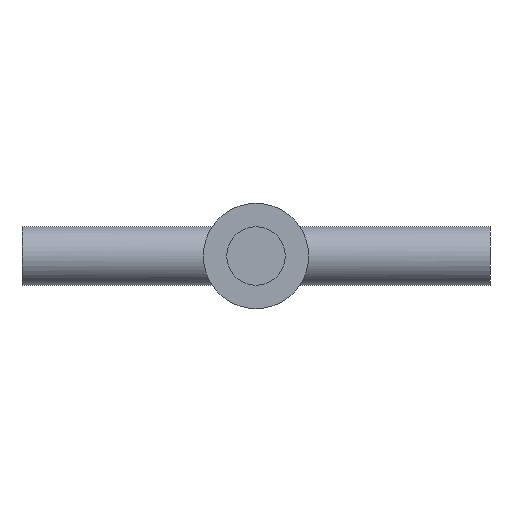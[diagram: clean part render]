
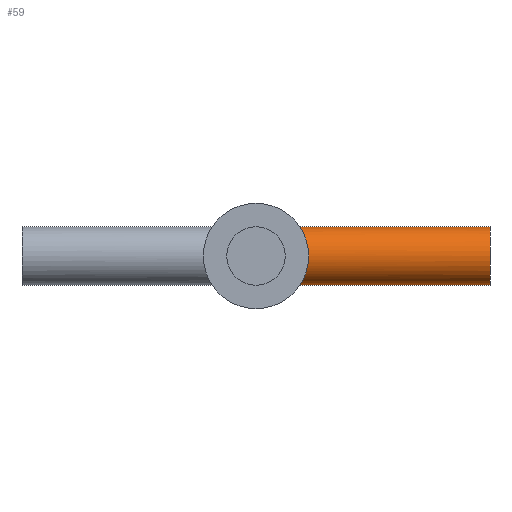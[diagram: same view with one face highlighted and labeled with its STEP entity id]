
A CAD part, front view. The second image highlights one B-rep face of the part: STEP entity #59.
In plain terms, the highlighted cylindrical face has radius 2.5 mm (diameter 5 mm), a partial arc.
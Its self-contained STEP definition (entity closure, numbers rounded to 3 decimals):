
#19 = CARTESIAN_POINT ( 'NONE',  ( 20., 330., 2.5 ) ) ;
#30 = ORIENTED_EDGE ( 'NONE', *, *, #201, .T. ) ;
#35 =( BOUNDED_CURVE ( )  B_SPLINE_CURVE ( 3, ( #144, #235, #80, #143 ),
 .UNSPECIFIED., .F., .F. ) 
 B_SPLINE_CURVE_WITH_KNOTS ( ( 4, 4 ),
 ( 4.712, 7.854 ),
 .UNSPECIFIED. ) 
 CURVE ( )  GEOMETRIC_REPRESENTATION_ITEM ( )  RATIONAL_B_SPLINE_CURVE ( ( 1., 0.333, 0.333, 1. ) ) 
 REPRESENTATION_ITEM ( '' )  );
#54 = CARTESIAN_POINT ( 'NONE',  ( 20., 330., -2.5 ) ) ;
#59 = ADVANCED_FACE ( 'NONE', ( #165 ), #320, .T. ) ;
#80 = CARTESIAN_POINT ( 'NONE',  ( 5., 325., -2.5 ) ) ;
#99 = EDGE_LOOP ( 'NONE', ( #289, #163, #30, #319 ) ) ;
#131 = CARTESIAN_POINT ( 'NONE',  ( 20., 330., 0. ) ) ;
#132 = CARTESIAN_POINT ( 'NONE',  ( 0., 330., 2.5 ) ) ;
#143 = CARTESIAN_POINT ( 'NONE',  ( 0., 330., -2.5 ) ) ;
#144 = CARTESIAN_POINT ( 'NONE',  ( 0., 330., 2.5 ) ) ;
#147 = EDGE_CURVE ( 'NONE', #364, #249, #35, .T. ) ;
#163 = ORIENTED_EDGE ( 'NONE', *, *, #221, .F. ) ;
#165 = FACE_OUTER_BOUND ( 'NONE', #99, .T. ) ;
#187 = VERTEX_POINT ( 'NONE', #348 ) ;
#191 = AXIS2_PLACEMENT_3D ( 'NONE', #366, #269, #268 ) ;
#193 = VECTOR ( 'NONE', #212, 1000. ) ;
#201 = EDGE_CURVE ( 'NONE', #187, #364, #295, .T. ) ;
#212 = DIRECTION ( 'NONE',  ( -1., 0., 0. ) ) ;
#221 = EDGE_CURVE ( 'NONE', #187, #239, #352, .T. ) ;
#235 = CARTESIAN_POINT ( 'NONE',  ( 5., 325., 2.5 ) ) ;
#239 = VERTEX_POINT ( 'NONE', #54 ) ;
#242 = CARTESIAN_POINT ( 'NONE',  ( 20., 330., -2.5 ) ) ;
#249 = VERTEX_POINT ( 'NONE', #335 ) ;
#268 = DIRECTION ( 'NONE',  ( 0., 0., -1. ) ) ;
#269 = DIRECTION ( 'NONE',  ( 1., 0., 0. ) ) ;
#280 = EDGE_CURVE ( 'NONE', #239, #249, #360, .T. ) ;
#289 = ORIENTED_EDGE ( 'NONE', *, *, #280, .F. ) ;
#295 = LINE ( 'NONE', #19, #361 ) ;
#319 = ORIENTED_EDGE ( 'NONE', *, *, #147, .T. ) ;
#320 = CYLINDRICAL_SURFACE ( 'NONE', #323, 2.5 ) ;
#323 = AXIS2_PLACEMENT_3D ( 'NONE', #131, #372, #373 ) ;
#327 = DIRECTION ( 'NONE',  ( -1., 0., 0. ) ) ;
#335 = CARTESIAN_POINT ( 'NONE',  ( 0., 330., -2.5 ) ) ;
#348 = CARTESIAN_POINT ( 'NONE',  ( 20., 330., 2.5 ) ) ;
#352 = CIRCLE ( 'NONE', #191, 2.5 ) ;
#360 = LINE ( 'NONE', #242, #193 ) ;
#361 = VECTOR ( 'NONE', #327, 1000. ) ;
#364 = VERTEX_POINT ( 'NONE', #132 ) ;
#366 = CARTESIAN_POINT ( 'NONE',  ( 20., 330., 0. ) ) ;
#372 = DIRECTION ( 'NONE',  ( -1., 0., 0. ) ) ;
#373 = DIRECTION ( 'NONE',  ( 0., 0., 1. ) ) ;
